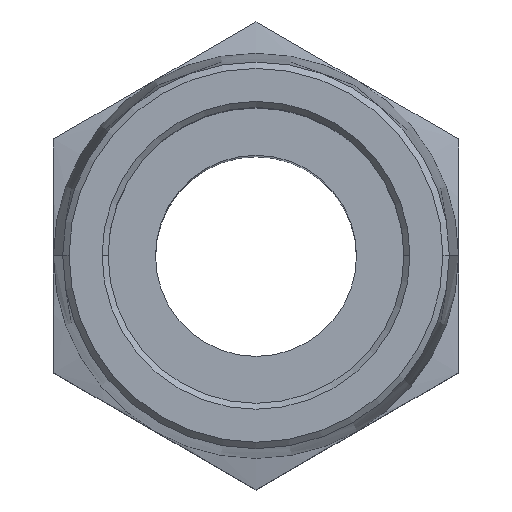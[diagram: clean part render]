
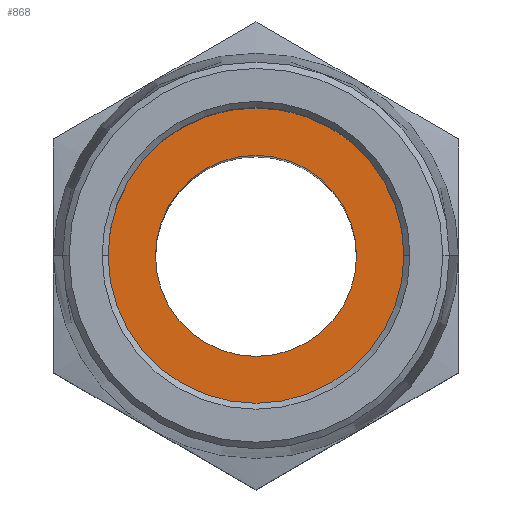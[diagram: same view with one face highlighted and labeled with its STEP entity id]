
A CAD part, top view. The second image highlights one B-rep face of the part: STEP entity #868.
In plain terms, the highlighted planar face has unit normal (0, 0, 1).
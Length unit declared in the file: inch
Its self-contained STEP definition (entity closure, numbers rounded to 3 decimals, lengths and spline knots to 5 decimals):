
#15 = DIRECTION ( 'NONE',  ( 0., 0., 1. ) ) ;
#54 = CARTESIAN_POINT ( 'NONE',  ( 0.1675, 0., 1.42 ) ) ;
#63 = CARTESIAN_POINT ( 'NONE',  ( 0., 0., 1.42 ) ) ;
#119 = CARTESIAN_POINT ( 'NONE',  ( 0., 0., 1.42 ) ) ;
#182 = ORIENTED_EDGE ( 'NONE', *, *, #1149, .F. ) ;
#225 = EDGE_CURVE ( 'NONE', #1114, #285, #607, .T. ) ;
#229 = AXIS2_PLACEMENT_3D ( 'NONE', #1045, #514, #935 ) ;
#261 = FACE_BOUND ( 'NONE', #1163, .T. ) ;
#284 = DIRECTION ( 'NONE',  ( 1., 0., 0. ) ) ;
#285 = VERTEX_POINT ( 'NONE', #421 ) ;
#364 = FACE_OUTER_BOUND ( 'NONE', #446, .T. ) ;
#370 = CIRCLE ( 'NONE', #784, 0.2465 ) ;
#421 = CARTESIAN_POINT ( 'NONE',  ( -0.2465, 0., 1.42 ) ) ;
#446 = EDGE_LOOP ( 'NONE', ( #751, #852 ) ) ;
#514 = DIRECTION ( 'NONE',  ( 0., 0., 1. ) ) ;
#521 = AXIS2_PLACEMENT_3D ( 'NONE', #119, #15, #1281 ) ;
#607 = CIRCLE ( 'NONE', #229, 0.2465 ) ;
#611 = AXIS2_PLACEMENT_3D ( 'NONE', #63, #1232, #284 ) ;
#683 = CARTESIAN_POINT ( 'NONE',  ( 0., 0., 1.42 ) ) ;
#723 = CARTESIAN_POINT ( 'NONE',  ( -0.1675, 0., 1.42 ) ) ;
#751 = ORIENTED_EDGE ( 'NONE', *, *, #225, .T. ) ;
#768 = ORIENTED_EDGE ( 'NONE', *, *, #1263, .F. ) ;
#772 = DIRECTION ( 'NONE',  ( 1., 0., 0. ) ) ;
#780 = DIRECTION ( 'NONE',  ( 0., 0., 1. ) ) ;
#784 = AXIS2_PLACEMENT_3D ( 'NONE', #901, #1320, #879 ) ;
#806 = CIRCLE ( 'NONE', #1235, 0.1675 ) ;
#852 = ORIENTED_EDGE ( 'NONE', *, *, #1311, .T. ) ;
#868 = ADVANCED_FACE ( 'NONE', ( #261, #364 ), #896, .T. ) ;
#879 = DIRECTION ( 'NONE',  ( 1., 0., 0. ) ) ;
#896 = PLANE ( 'NONE',  #611 ) ;
#901 = CARTESIAN_POINT ( 'NONE',  ( 0., 0., 1.42 ) ) ;
#916 = VERTEX_POINT ( 'NONE', #54 ) ;
#935 = DIRECTION ( 'NONE',  ( 1., 0., 0. ) ) ;
#938 = VERTEX_POINT ( 'NONE', #723 ) ;
#942 = CIRCLE ( 'NONE', #521, 0.1675 ) ;
#960 = CARTESIAN_POINT ( 'NONE',  ( 0.2465, 0., 1.42 ) ) ;
#1045 = CARTESIAN_POINT ( 'NONE',  ( 0., 0., 1.42 ) ) ;
#1114 = VERTEX_POINT ( 'NONE', #960 ) ;
#1149 = EDGE_CURVE ( 'NONE', #938, #916, #942, .T. ) ;
#1163 = EDGE_LOOP ( 'NONE', ( #182, #768 ) ) ;
#1232 = DIRECTION ( 'NONE',  ( 0., 0., 1. ) ) ;
#1235 = AXIS2_PLACEMENT_3D ( 'NONE', #683, #780, #772 ) ;
#1263 = EDGE_CURVE ( 'NONE', #916, #938, #806, .T. ) ;
#1281 = DIRECTION ( 'NONE',  ( 1., 0., 0. ) ) ;
#1311 = EDGE_CURVE ( 'NONE', #285, #1114, #370, .T. ) ;
#1320 = DIRECTION ( 'NONE',  ( 0., 0., 1. ) ) ;
